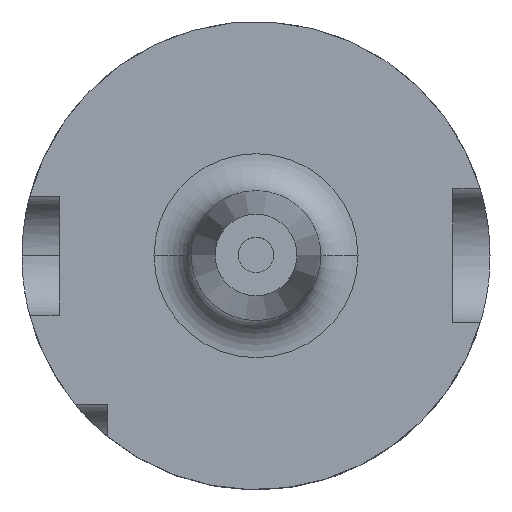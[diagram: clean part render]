
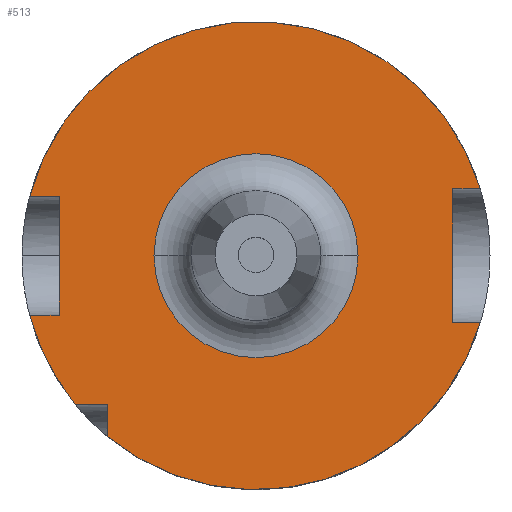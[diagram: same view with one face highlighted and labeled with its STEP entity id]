
A CAD part, top view. The second image highlights one B-rep face of the part: STEP entity #513.
In plain terms, the highlighted planar face has unit normal (0, 0, 1).
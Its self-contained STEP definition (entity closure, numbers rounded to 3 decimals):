
#49 = CARTESIAN_POINT ( 'NONE',  ( -26.5, 8.731, 26. ) ) ;
#66 = VECTOR ( 'NONE', #1222, 1000. ) ;
#85 = DIRECTION ( 'NONE',  ( 1., 0., 0. ) ) ;
#96 = EDGE_LOOP ( 'NONE', ( #2137, #679, #2664, #2615, #1949, #2277, #2207, #485, #1118, #2536, #3226 ) ) ;
#103 = CARTESIAN_POINT ( 'NONE',  ( -26.5, -8., 26. ) ) ;
#109 = CARTESIAN_POINT ( 'NONE',  ( -20., -20., 26. ) ) ;
#127 = DIRECTION ( 'NONE',  ( 0., 0., -1. ) ) ;
#186 = VERTEX_POINT ( 'NONE', #103 ) ;
#191 = VERTEX_POINT ( 'NONE', #2718 ) ;
#203 = CARTESIAN_POINT ( 'NONE',  ( 0., 8., 26. ) ) ;
#256 = CARTESIAN_POINT ( 'NONE',  ( 0., 0., 26. ) ) ;
#485 = ORIENTED_EDGE ( 'NONE', *, *, #1870, .F. ) ;
#513 = ADVANCED_FACE ( 'NONE', ( #2903, #728 ), #1581, .T. ) ;
#553 = VECTOR ( 'NONE', #2760, 1000. ) ;
#569 = AXIS2_PLACEMENT_3D ( 'NONE', #1826, #1176, #1509 ) ;
#580 = EDGE_CURVE ( 'NONE', #3478, #1532, #836, .T. ) ;
#585 = DIRECTION ( 'NONE',  ( 1., 0., 0. ) ) ;
#617 = EDGE_CURVE ( 'NONE', #186, #191, #2301, .T. ) ;
#621 = VERTEX_POINT ( 'NONE', #1210 ) ;
#679 = ORIENTED_EDGE ( 'NONE', *, *, #3254, .F. ) ;
#693 = LINE ( 'NONE', #2147, #2085 ) ;
#728 = FACE_OUTER_BOUND ( 'NONE', #96, .T. ) ;
#836 = CIRCLE ( 'NONE', #871, 31.5 ) ;
#871 = AXIS2_PLACEMENT_3D ( 'NONE', #3392, #3405, #3421 ) ;
#903 = VERTEX_POINT ( 'NONE', #2162 ) ;
#960 = VECTOR ( 'NONE', #2096, 1000. ) ;
#978 = EDGE_CURVE ( 'NONE', #2442, #1876, #1484, .T. ) ;
#1074 = ORIENTED_EDGE ( 'NONE', *, *, #2106, .T. ) ;
#1095 = LINE ( 'NONE', #203, #3249 ) ;
#1111 = EDGE_CURVE ( 'NONE', #3293, #1166, #1925, .T. ) ;
#1118 = ORIENTED_EDGE ( 'NONE', *, *, #617, .F. ) ;
#1166 = VERTEX_POINT ( 'NONE', #2889 ) ;
#1176 = DIRECTION ( 'NONE',  ( 0., 0., -1. ) ) ;
#1186 = CIRCLE ( 'NONE', #2334, 13.731 ) ;
#1210 = CARTESIAN_POINT ( 'NONE',  ( 13.731, 0., 26. ) ) ;
#1222 = DIRECTION ( 'NONE',  ( -1., 0., 0. ) ) ;
#1241 = CARTESIAN_POINT ( 'NONE',  ( 0., -9., 26. ) ) ;
#1331 = CARTESIAN_POINT ( 'NONE',  ( -13.731, 0., 26. ) ) ;
#1333 = CIRCLE ( 'NONE', #2666, 13.731 ) ;
#1437 = VECTOR ( 'NONE', #3576, 1000. ) ;
#1484 = CIRCLE ( 'NONE', #1999, 31.5 ) ;
#1509 = DIRECTION ( 'NONE',  ( -1., 0., 0. ) ) ;
#1532 = VERTEX_POINT ( 'NONE', #2948 ) ;
#1568 = CARTESIAN_POINT ( 'NONE',  ( 0., 8.731, 26. ) ) ;
#1581 = PLANE ( 'NONE',  #3581 ) ;
#1605 = DIRECTION ( 'NONE',  ( 0., 0., 1. ) ) ;
#1664 = VECTOR ( 'NONE', #585, 1000. ) ;
#1695 = DIRECTION ( 'NONE',  ( 0., 0., -1. ) ) ;
#1708 = DIRECTION ( 'NONE',  ( -1., 0., 0. ) ) ;
#1723 = LINE ( 'NONE', #1241, #66 ) ;
#1826 = CARTESIAN_POINT ( 'NONE',  ( 0., 0., 26. ) ) ;
#1870 = EDGE_CURVE ( 'NONE', #191, #3478, #1095, .T. ) ;
#1876 = VERTEX_POINT ( 'NONE', #2012 ) ;
#1888 = EDGE_CURVE ( 'NONE', #903, #2422, #2550, .T. ) ;
#1896 = CARTESIAN_POINT ( 'NONE',  ( 0., 0., 26. ) ) ;
#1911 = VERTEX_POINT ( 'NONE', #1331 ) ;
#1925 = LINE ( 'NONE', #3361, #2719 ) ;
#1938 = CARTESIAN_POINT ( 'NONE',  ( 0., 0., 26. ) ) ;
#1949 = ORIENTED_EDGE ( 'NONE', *, *, #1111, .T. ) ;
#1971 = DIRECTION ( 'NONE',  ( 0., 0., -1. ) ) ;
#1984 = DIRECTION ( 'NONE',  ( -1., 0., 0. ) ) ;
#1999 = AXIS2_PLACEMENT_3D ( 'NONE', #1938, #1971, #1984 ) ;
#2011 = EDGE_CURVE ( 'NONE', #2442, #3293, #1723, .T. ) ;
#2012 = CARTESIAN_POINT ( 'NONE',  ( -20., -24.336, 26. ) ) ;
#2084 = CARTESIAN_POINT ( 'NONE',  ( 0., 9., 26. ) ) ;
#2085 = VECTOR ( 'NONE', #2415, 1000. ) ;
#2096 = DIRECTION ( 'NONE',  ( -1., 0., 0. ) ) ;
#2106 = EDGE_CURVE ( 'NONE', #1911, #621, #1333, .T. ) ;
#2137 = ORIENTED_EDGE ( 'NONE', *, *, #3391, .F. ) ;
#2147 = CARTESIAN_POINT ( 'NONE',  ( 0., -8., 26. ) ) ;
#2162 = CARTESIAN_POINT ( 'NONE',  ( -24.336, -20., 26. ) ) ;
#2182 = DIRECTION ( 'NONE',  ( 1., 0., 0. ) ) ;
#2207 = ORIENTED_EDGE ( 'NONE', *, *, #580, .F. ) ;
#2277 = ORIENTED_EDGE ( 'NONE', *, *, #3367, .T. ) ;
#2301 = LINE ( 'NONE', #49, #1437 ) ;
#2334 = AXIS2_PLACEMENT_3D ( 'NONE', #1896, #127, #2182 ) ;
#2415 = DIRECTION ( 'NONE',  ( 1., 0., 0. ) ) ;
#2422 = VERTEX_POINT ( 'NONE', #3051 ) ;
#2430 = LINE ( 'NONE', #2084, #1664 ) ;
#2442 = VERTEX_POINT ( 'NONE', #3326 ) ;
#2460 = ORIENTED_EDGE ( 'NONE', *, *, #3590, .T. ) ;
#2536 = ORIENTED_EDGE ( 'NONE', *, *, #3536, .F. ) ;
#2550 = CIRCLE ( 'NONE', #569, 31.5 ) ;
#2615 = ORIENTED_EDGE ( 'NONE', *, *, #2011, .T. ) ;
#2640 = CARTESIAN_POINT ( 'NONE',  ( -30.467, 8., 26. ) ) ;
#2664 = ORIENTED_EDGE ( 'NONE', *, *, #978, .F. ) ;
#2666 = AXIS2_PLACEMENT_3D ( 'NONE', #256, #1695, #3306 ) ;
#2718 = CARTESIAN_POINT ( 'NONE',  ( -26.5, 8., 26. ) ) ;
#2719 = VECTOR ( 'NONE', #3346, 1000. ) ;
#2760 = DIRECTION ( 'NONE',  ( 0., 1., 0. ) ) ;
#2773 = EDGE_LOOP ( 'NONE', ( #2460, #1074 ) ) ;
#2889 = CARTESIAN_POINT ( 'NONE',  ( 26.5, 9., 26. ) ) ;
#2903 = FACE_BOUND ( 'NONE', #2773, .T. ) ;
#2948 = CARTESIAN_POINT ( 'NONE',  ( 30.187, 9., 26. ) ) ;
#3051 = CARTESIAN_POINT ( 'NONE',  ( -30.467, -8., 26. ) ) ;
#3071 = CARTESIAN_POINT ( 'NONE',  ( -20., 8.731, 26. ) ) ;
#3121 = VERTEX_POINT ( 'NONE', #109 ) ;
#3132 = CARTESIAN_POINT ( 'NONE',  ( 0., -20., 26. ) ) ;
#3201 = LINE ( 'NONE', #3132, #960 ) ;
#3226 = ORIENTED_EDGE ( 'NONE', *, *, #1888, .F. ) ;
#3249 = VECTOR ( 'NONE', #1708, 1000. ) ;
#3254 = EDGE_CURVE ( 'NONE', #1876, #3121, #3566, .T. ) ;
#3293 = VERTEX_POINT ( 'NONE', #3658 ) ;
#3306 = DIRECTION ( 'NONE',  ( 1., 0., 0. ) ) ;
#3326 = CARTESIAN_POINT ( 'NONE',  ( 30.187, -9., 26. ) ) ;
#3346 = DIRECTION ( 'NONE',  ( 0., 1., 0. ) ) ;
#3361 = CARTESIAN_POINT ( 'NONE',  ( 26.5, 8.731, 26. ) ) ;
#3367 = EDGE_CURVE ( 'NONE', #1166, #1532, #2430, .T. ) ;
#3391 = EDGE_CURVE ( 'NONE', #3121, #903, #3201, .T. ) ;
#3392 = CARTESIAN_POINT ( 'NONE',  ( 0., 0., 26. ) ) ;
#3405 = DIRECTION ( 'NONE',  ( 0., 0., -1. ) ) ;
#3421 = DIRECTION ( 'NONE',  ( -1., 0., 0. ) ) ;
#3478 = VERTEX_POINT ( 'NONE', #2640 ) ;
#3536 = EDGE_CURVE ( 'NONE', #2422, #186, #693, .T. ) ;
#3566 = LINE ( 'NONE', #3071, #553 ) ;
#3576 = DIRECTION ( 'NONE',  ( 0., 1., 0. ) ) ;
#3581 = AXIS2_PLACEMENT_3D ( 'NONE', #1568, #1605, #85 ) ;
#3590 = EDGE_CURVE ( 'NONE', #621, #1911, #1186, .T. ) ;
#3658 = CARTESIAN_POINT ( 'NONE',  ( 26.5, -9., 26. ) ) ;
